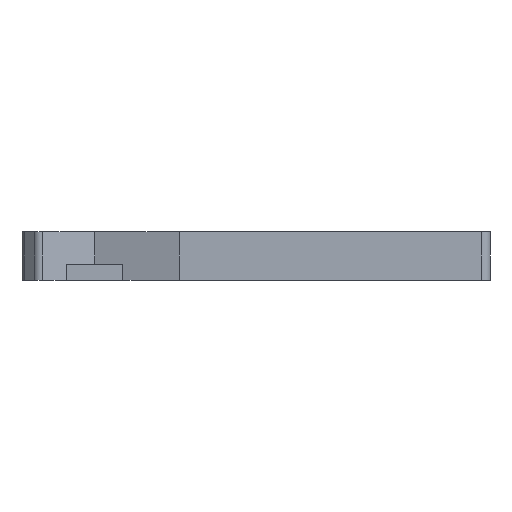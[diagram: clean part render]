
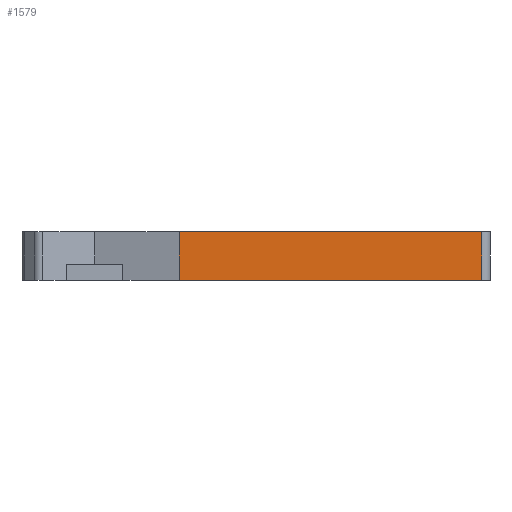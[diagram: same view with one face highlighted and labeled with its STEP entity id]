
A CAD part, left-side view. The second image highlights one B-rep face of the part: STEP entity #1579.
In plain terms, the highlighted planar face has unit normal (-1, 0, 0).
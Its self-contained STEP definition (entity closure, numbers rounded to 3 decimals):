
#42=DIRECTION('',(0.,-1.,0.));
#43=VECTOR('',#42,18.756);
#44=CARTESIAN_POINT('',(1057.058,400.731,0.));
#45=LINE('',#44,#43);
#536=DIRECTION('',(0.,-1.,0.));
#537=VECTOR('',#536,18.756);
#538=CARTESIAN_POINT('',(1057.058,400.731,3.));
#539=LINE('',#538,#537);
#638=DIRECTION('',(0.,0.,1.));
#639=VECTOR('',#638,3.);
#640=CARTESIAN_POINT('',(1057.058,400.731,0.));
#641=LINE('',#640,#639);
#642=DIRECTION('',(0.,0.,1.));
#643=VECTOR('',#642,3.);
#644=CARTESIAN_POINT('',(1057.058,381.975,0.));
#645=LINE('',#644,#643);
#862=CARTESIAN_POINT('',(1057.058,400.731,0.));
#863=VERTEX_POINT('',#862);
#864=CARTESIAN_POINT('',(1057.058,381.975,0.));
#865=VERTEX_POINT('',#864);
#984=CARTESIAN_POINT('',(1057.058,400.731,3.));
#985=CARTESIAN_POINT('',(1057.058,381.975,3.));
#986=VERTEX_POINT('',#984);
#987=VERTEX_POINT('',#985);
#1567=CARTESIAN_POINT('',(1057.058,400.731,0.));
#1568=DIRECTION('',(-1.,0.,0.));
#1569=DIRECTION('',(0.,-1.,0.));
#1570=AXIS2_PLACEMENT_3D('',#1567,#1568,#1569);
#1571=PLANE('',#1570);
#1572=ORIENTED_EDGE('',*,*,#1129,.F.);
#1573=ORIENTED_EDGE('',*,*,#1508,.T.);
#1574=ORIENTED_EDGE('',*,*,#1373,.T.);
#1576=ORIENTED_EDGE('',*,*,#1575,.F.);
#1577=EDGE_LOOP('',(#1572,#1573,#1574,#1576));
#1578=FACE_OUTER_BOUND('',#1577,.F.);
#1129=EDGE_CURVE('',#863,#865,#45,.T.);
#1373=EDGE_CURVE('',#986,#987,#539,.T.);
#1508=EDGE_CURVE('',#863,#986,#641,.T.);
#1575=EDGE_CURVE('',#865,#987,#645,.T.);
#1579=ADVANCED_FACE('',(#1578),#1571,.T.);
